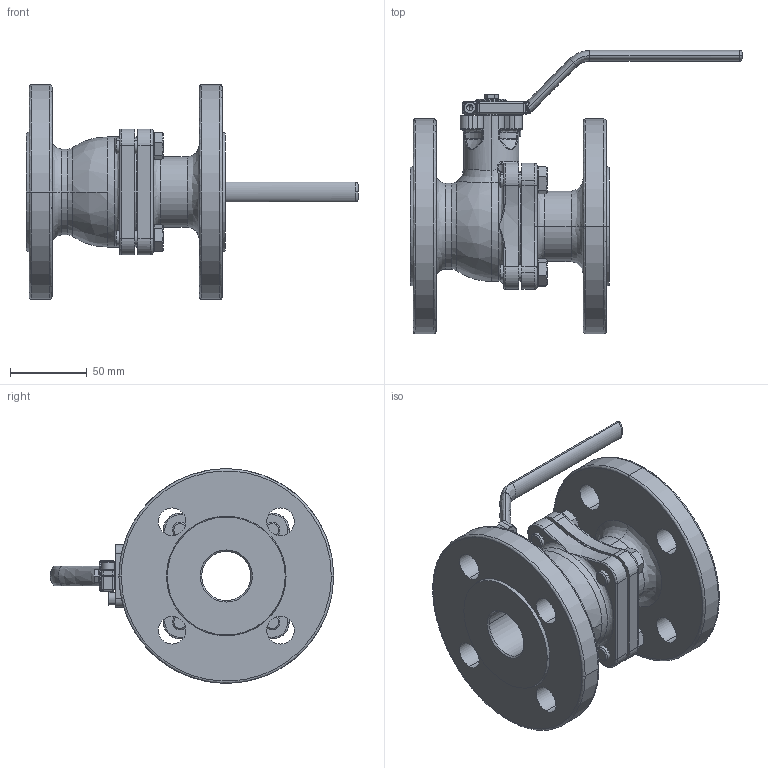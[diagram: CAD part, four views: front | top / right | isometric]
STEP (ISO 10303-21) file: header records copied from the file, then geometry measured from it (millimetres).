
FILE_DESCRIPTION (( 'STEP AP214' ), '1' );
FILE_NAME ('Fig. 150 DN-032.STEP', '2020-10-15T08:09:19', ( '' ), ( '' ), 'SwSTEP 2.0', 'SolidWorks 2020', '' );
FILE_SCHEMA (( 'AUTOMOTIVE_DESIGN' ));
Length unit declared in the file: millimetre
Products named in the file (1): Fig. 150  DN-032
Bounding box: 216.5 x 184.7 x 140 mm (x, y, z)
Volume: 677118.9 mm3; surface area: 154800 mm2
Topology: 15 solids, 15 shells, 711 faces, 1666 edges, 996 vertices
Faces by surface type: cylinder 233, plane 193, bspline 152, cone 113, sphere 15, torus 5
Entity records: 41092 total; most frequent: CARTESIAN_POINT 17748, ORIENTED_EDGE 3286, DIRECTION 3063, EDGE_CURVE 1643, AXIS2_PLACEMENT_3D 1261, VERTEX_POINT 994, EDGE_LOOP 801, UNCERTAINTY_MEASURE_WITH_UNIT 728
